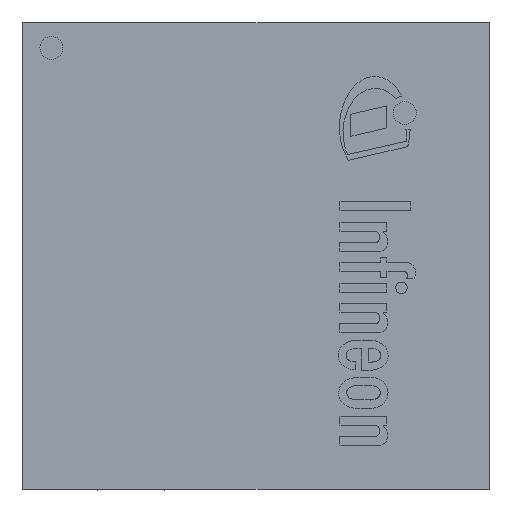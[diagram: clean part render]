
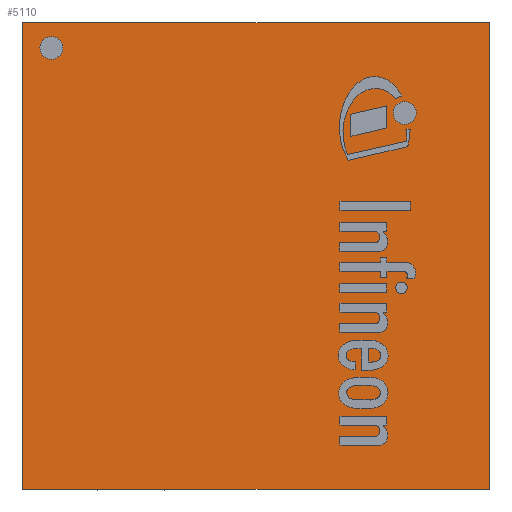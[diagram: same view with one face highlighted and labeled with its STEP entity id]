
A CAD part, top view. The second image highlights one B-rep face of the part: STEP entity #5110.
In plain terms, the highlighted planar face has unit normal (0, 0, 1).
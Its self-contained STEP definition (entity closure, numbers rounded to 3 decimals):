
#171=FACE_BOUND('',#666,.T.);
#180=CIRCLE('',#5496,0.172);
#324=FACE_OUTER_BOUND('',#665,.T.);
#665=EDGE_LOOP('',(#3412,#3413,#3414,#3415));
#666=EDGE_LOOP('',(#3416));
#1011=LINE('',#7348,#1602);
#1013=LINE('',#7352,#1604);
#1015=LINE('',#7356,#1606);
#1017=LINE('',#7359,#1608);
#1602=VECTOR('',#5926,1.);
#1604=VECTOR('',#5930,1.);
#1606=VECTOR('',#5934,1.);
#1608=VECTOR('',#5938,1.);
#2193=VERTEX_POINT('',#7341);
#2194=VERTEX_POINT('',#7345);
#2195=VERTEX_POINT('',#7347);
#2196=VERTEX_POINT('',#7351);
#2197=VERTEX_POINT('',#7355);
#2675=EDGE_CURVE('',#2193,#2193,#180,.T.);
#2677=EDGE_CURVE('',#2195,#2194,#1011,.T.);
#2679=EDGE_CURVE('',#2196,#2195,#1013,.T.);
#2681=EDGE_CURVE('',#2197,#2196,#1015,.T.);
#2683=EDGE_CURVE('',#2194,#2197,#1017,.T.);
#3412=ORIENTED_EDGE('',*,*,#2683,.T.);
#3413=ORIENTED_EDGE('',*,*,#2681,.T.);
#3414=ORIENTED_EDGE('',*,*,#2679,.T.);
#3415=ORIENTED_EDGE('',*,*,#2677,.T.);
#3416=ORIENTED_EDGE('',*,*,#2675,.T.);
#4833=PLANE('',#5502);
#5110=ADVANCED_FACE('',(#324,#171),#4833,.T.);
#5496=AXIS2_PLACEMENT_3D('',#7342,#5919,#5920);
#5502=AXIS2_PLACEMENT_3D('',#7360,#5939,#5940);
#5919=DIRECTION('center_axis',(0.,0.,-1.));
#5920=DIRECTION('ref_axis',(-1.,0.,0.));
#5926=DIRECTION('',(0.,1.,0.));
#5930=DIRECTION('',(1.,0.,0.));
#5934=DIRECTION('',(0.,-1.,0.));
#5938=DIRECTION('',(-1.,0.,0.));
#5939=DIRECTION('center_axis',(0.,0.,1.));
#5940=DIRECTION('ref_axis',(1.,0.,0.));
#7341=CARTESIAN_POINT('',(-2.889,3.111,1.));
#7342=CARTESIAN_POINT('Origin',(-3.061,3.111,1.));
#7345=CARTESIAN_POINT('',(3.49,3.49,1.));
#7347=CARTESIAN_POINT('',(3.49,-3.49,1.));
#7348=CARTESIAN_POINT('',(3.49,3.49,1.));
#7351=CARTESIAN_POINT('',(-3.49,-3.49,1.));
#7352=CARTESIAN_POINT('',(3.49,-3.49,1.));
#7355=CARTESIAN_POINT('',(-3.49,3.49,1.));
#7356=CARTESIAN_POINT('',(-3.49,-3.49,1.));
#7359=CARTESIAN_POINT('',(-3.49,3.49,1.));
#7360=CARTESIAN_POINT('Origin',(0.,0.,
1.));
